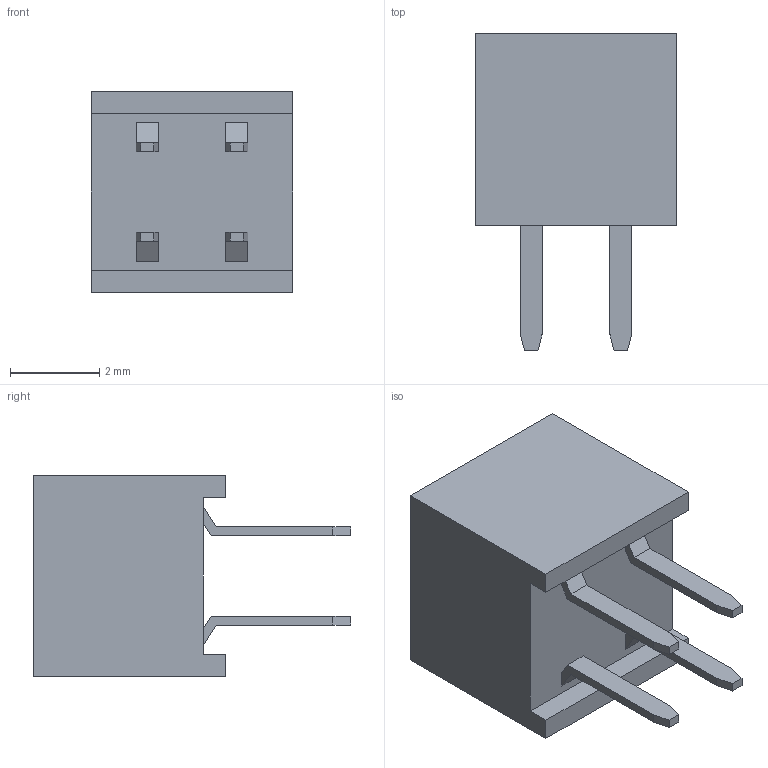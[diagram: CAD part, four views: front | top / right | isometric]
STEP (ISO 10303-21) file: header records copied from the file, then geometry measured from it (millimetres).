
FILE_DESCRIPTION (( 'STEP AP214' ), '1' );
FILE_NAME ('2.00mmÄ¸×ù2x2.STEP', '2022-05-03T17:08:35', ( '' ), ( '' ), 'SwSTEP 2.0', 'SolidWorks 2017', '' );
FILE_SCHEMA (( 'AUTOMOTIVE_DESIGN' ));
Length unit declared in the file: millimetre
Products named in the file (1): 2.00mm譫釱2x2
Bounding box: 4.5 x 7.1 x 4.5 mm (x, y, z)
Volume: 70.8 mm3; surface area: 181.9 mm2
Topology: 1 solids, 1 shells, 82 faces, 200 edges, 128 vertices
Faces by surface type: plane 82
Entity records: 2964 total; most frequent: CARTESIAN_POINT 411, ORIENTED_EDGE 400, DIRECTION 366, LINE 200, EDGE_CURVE 200, VECTOR 200, VERTEX_POINT 128, EDGE_LOOP 90
